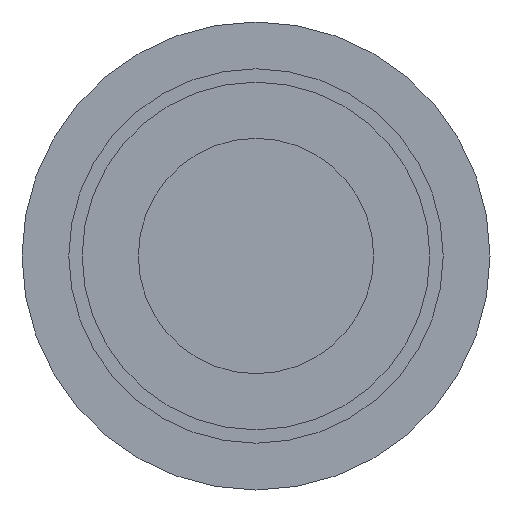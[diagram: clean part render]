
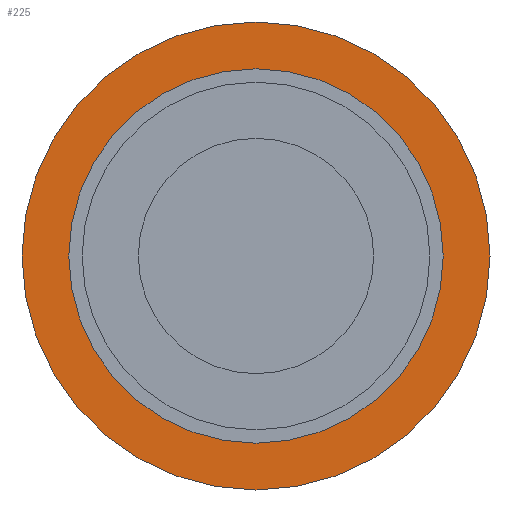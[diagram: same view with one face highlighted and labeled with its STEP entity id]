
A CAD part, left-side view. The second image highlights one B-rep face of the part: STEP entity #225.
In plain terms, the highlighted planar face has unit normal (-1, 0, 0).
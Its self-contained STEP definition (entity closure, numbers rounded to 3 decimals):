
#181=EDGE_CURVE('',#299,#257,#435,.T.);
#197=EDGE_CURVE('',#247,#365,#452,.T.);
#225=ADVANCED_FACE('',(#489,#490),#491,.T.);
#247=VERTEX_POINT('',#515);
#257=VERTEX_POINT('',#525);
#299=VERTEX_POINT('',#574);
#351=EDGE_CURVE('',#365,#247,#632,.T.);
#365=VERTEX_POINT('',#646);
#369=EDGE_CURVE('',#257,#299,#651,.T.);
#435=CIRCLE('',#716,14.0);
#452=CIRCLE('',#735,17.5);
#489=FACE_BOUND('',#778,.T.);
#490=FACE_OUTER_BOUND('',#779,.T.);
#491=PLANE('',#780);
#515=CARTESIAN_POINT('',(0.,0.,-17.5));
#525=CARTESIAN_POINT('',(0.,0.,14.));
#574=CARTESIAN_POINT('',(0.,0.,-14.));
#632=CIRCLE('',#995,17.5);
#646=CARTESIAN_POINT('',(0.,0.,17.5));
#651=CIRCLE('',#1020,14.0);
#716=AXIS2_PLACEMENT_3D('',#1089,#1090,#1091);
#735=AXIS2_PLACEMENT_3D('',#1107,#1108,#1109);
#778=EDGE_LOOP('',(#1173,#1174));
#779=EDGE_LOOP('',(#1175,#1176));
#780=AXIS2_PLACEMENT_3D('',#1177,#1178,#1179);
#995=AXIS2_PLACEMENT_3D('',#1339,#1340,#1341);
#1020=AXIS2_PLACEMENT_3D('',#1360,#1361,#1362);
#1089=CARTESIAN_POINT('',(0.,0.,0.));
#1090=DIRECTION('',(-1.0,0.0,0.0));
#1091=DIRECTION('',(0.0,0.,1.0));
#1107=CARTESIAN_POINT('',(0.,0.,0.));
#1108=DIRECTION('',(-1.0,0.0,0.0));
#1109=DIRECTION('',(0.0,0.,1.0));
#1173=ORIENTED_EDGE('',*,*,#369,.F.);
#1174=ORIENTED_EDGE('',*,*,#181,.F.);
#1175=ORIENTED_EDGE('',*,*,#351,.T.);
#1176=ORIENTED_EDGE('',*,*,#197,.T.);
#1177=CARTESIAN_POINT('',(0.,0.,15.75));
#1178=DIRECTION('',(-1.0,0.0,0.0));
#1179=DIRECTION('',(0.0,0.,-1.0));
#1339=CARTESIAN_POINT('',(0.,0.,0.));
#1340=DIRECTION('',(-1.0,0.0,0.0));
#1341=DIRECTION('',(0.0,0.,1.0));
#1360=CARTESIAN_POINT('',(0.,0.,0.));
#1361=DIRECTION('',(-1.0,0.0,0.0));
#1362=DIRECTION('',(0.0,0.,1.0));
